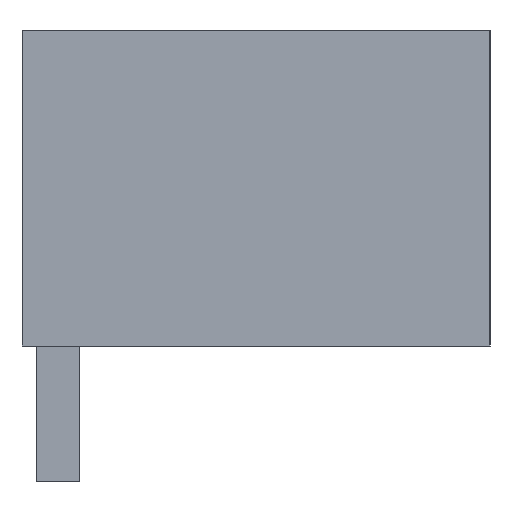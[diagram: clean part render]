
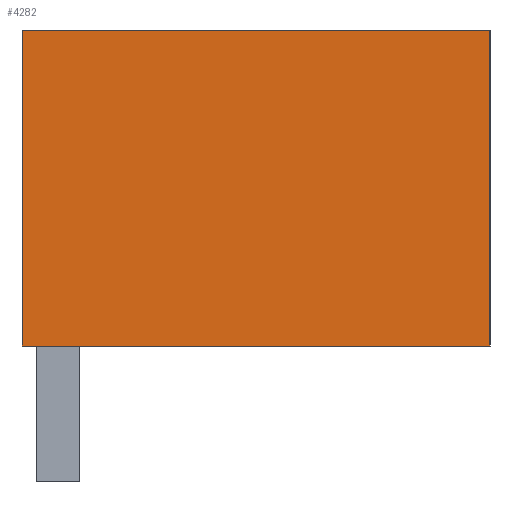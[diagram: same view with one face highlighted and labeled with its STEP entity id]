
A CAD part, left-side view. The second image highlights one B-rep face of the part: STEP entity #4282.
In plain terms, the highlighted planar face has unit normal (-1, 0, 0).
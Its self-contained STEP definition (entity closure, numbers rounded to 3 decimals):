
#4269=AXIS2_PLACEMENT_3D('Plane Axis2P3D',#4266,#4267,#4268) ;
#1508=CARTESIAN_POINT('Vertex',(0.,11.05,3.2)) ;
#1511=CARTESIAN_POINT('Line Origine',(0.,11.05,6.925)) ;
#1515=CARTESIAN_POINT('Vertex',(0.,11.05,10.65)) ;
#1791=CARTESIAN_POINT('Line Origine',(0.,5.525,3.2)) ;
#1795=CARTESIAN_POINT('Vertex',(0.,0.,3.2)) ;
#3600=CARTESIAN_POINT('Line Origine',(0.,5.525,10.65)) ;
#3604=CARTESIAN_POINT('Vertex',(0.,0.,10.65)) ;
#4266=CARTESIAN_POINT('Axis2P3D Location',(0.,-2.377,0.)) ;
#4271=CARTESIAN_POINT('Line Origine',(0.,0.,6.925)) ;
#1512=DIRECTION('Vector Direction',(0.,0.,-1.)) ;
#1792=DIRECTION('Vector Direction',(0.,1.,0.)) ;
#3601=DIRECTION('Vector Direction',(0.,-1.,0.)) ;
#4267=DIRECTION('Axis2P3D Direction',(1.,-0.,0.)) ;
#4268=DIRECTION('Axis2P3D XDirection',(0.,1.,0.)) ;
#4272=DIRECTION('Vector Direction',(0.,0.,1.)) ;
#1513=VECTOR('Line Direction',#1512,1.) ;
#1793=VECTOR('Line Direction',#1792,1.) ;
#3602=VECTOR('Line Direction',#3601,1.) ;
#4273=VECTOR('Line Direction',#4272,1.) ;
#4277=ORIENTED_EDGE('',*,*,#3606,.F.) ;
#4278=ORIENTED_EDGE('',*,*,#1517,.T.) ;
#4279=ORIENTED_EDGE('',*,*,#1797,.F.) ;
#4280=ORIENTED_EDGE('',*,*,#4275,.T.) ;
#4282=ADVANCED_FACE('HOUSING',(#4281),#4270,.F.) ;
#1517=EDGE_CURVE('',#1516,#1509,#1514,.T.) ;
#1797=EDGE_CURVE('',#1796,#1509,#1794,.T.) ;
#3606=EDGE_CURVE('',#1516,#3605,#3603,.T.) ;
#4275=EDGE_CURVE('',#1796,#3605,#4274,.T.) ;
#4276=EDGE_LOOP('',(#4277,#4278,#4279,#4280)) ;
#4281=FACE_OUTER_BOUND('',#4276,.T.) ;
#1514=LINE('Line',#1511,#1513) ;
#1794=LINE('Line',#1791,#1793) ;
#3603=LINE('Line',#3600,#3602) ;
#4274=LINE('Line',#4271,#4273) ;
#4270=PLANE('',#4269) ;
#1509=VERTEX_POINT('',#1508) ;
#1516=VERTEX_POINT('',#1515) ;
#1796=VERTEX_POINT('',#1795) ;
#3605=VERTEX_POINT('',#3604) ;
